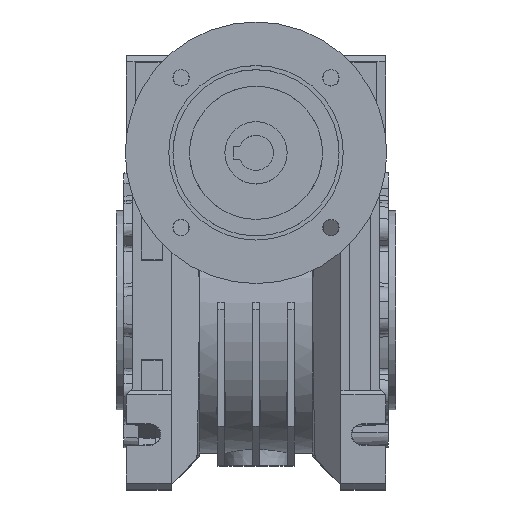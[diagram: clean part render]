
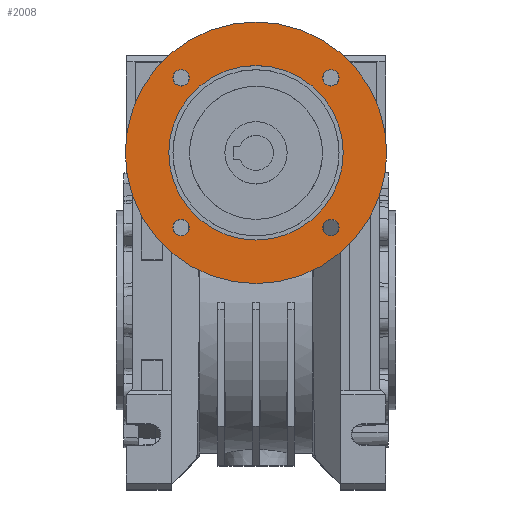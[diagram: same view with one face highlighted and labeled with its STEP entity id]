
A CAD part, top view. The second image highlights one B-rep face of the part: STEP entity #2008.
In plain terms, the highlighted planar face has unit normal (0, 0, 1).
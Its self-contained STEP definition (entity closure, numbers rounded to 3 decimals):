
#2008 = ADVANCED_FACE( 'NONE', ( #4495, #4496, #4497, #4498, #4499, #4500 ), #4501, .T. );
#4495 = FACE_OUTER_BOUND( '', #8063, .T. );
#4496 = FACE_BOUND( '', #8064, .T. );
#4497 = FACE_BOUND( '', #8065, .T. );
#4498 = FACE_BOUND( '', #8066, .T. );
#4499 = FACE_BOUND( '', #8067, .T. );
#4500 = FACE_BOUND( '', #8068, .T. );
#4501 = PLANE( '', #8069 );
#8063 = EDGE_LOOP( '', ( #14595 ) );
#8064 = EDGE_LOOP( '', ( #14596 ) );
#8065 = EDGE_LOOP( '', ( #14597 ) );
#8066 = EDGE_LOOP( '', ( #14598 ) );
#8067 = EDGE_LOOP( '', ( #14599 ) );
#8068 = EDGE_LOOP( '', ( #14600 ) );
#8069 = AXIS2_PLACEMENT_3D( '', #14601, #14602, #14603 );
#14595 = ORIENTED_EDGE( '', *, *, #20925, .T. );
#14596 = ORIENTED_EDGE( '', *, *, #19969, .T. );
#14597 = ORIENTED_EDGE( '', *, *, #20979, .T. );
#14598 = ORIENTED_EDGE( '', *, *, #20928, .T. );
#14599 = ORIENTED_EDGE( '', *, *, #19861, .T. );
#14600 = ORIENTED_EDGE( '', *, *, #20980, .T. );
#14601 = CARTESIAN_POINT( '', ( 0., -85., 21. ) );
#14602 = DIRECTION( '', ( 0., 0., 1. ) );
#14603 = DIRECTION( '', ( -1., 0., 0. ) );
#19861 = EDGE_CURVE( 'NONE', #24349, #24349, #24350, .F. );
#19969 = EDGE_CURVE( 'NONE', #24521, #24521, #24522, .F. );
#20925 = EDGE_CURVE( 'NONE', #25890, #25890, #25891, .T. );
#20928 = EDGE_CURVE( 'NONE', #25895, #25895, #25896, .F. );
#20979 = EDGE_CURVE( 'NONE', #25955, #25955, #25956, .F. );
#20980 = EDGE_CURVE( 'NONE', #25957, #25957, #25958, .F. );
#24349 = VERTEX_POINT( '', #33419 );
#24350 = CIRCLE( '', #33420, 3.296 );
#24521 = VERTEX_POINT( '', #33808 );
#24522 = CIRCLE( '', #33809, 3.296 );
#25890 = VERTEX_POINT( '', #37122 );
#25891 = CIRCLE( '', #37123, 52.474 );
#25895 = VERTEX_POINT( '', #37127 );
#25896 = CIRCLE( '', #37128, 3.296 );
#25955 = VERTEX_POINT( '', #37335 );
#25956 = CIRCLE( '', #37336, 3.296 );
#25957 = VERTEX_POINT( '', #37337 );
#25958 = CIRCLE( '', #37338, 35. );
#33419 = CARTESIAN_POINT( '', ( -33.348, 30.052, 21. ) );
#33420 = AXIS2_PLACEMENT_3D( '', #40644, #40645, #40646 );
#33808 = CARTESIAN_POINT( '', ( -33.348, -30.052, 21. ) );
#33809 = AXIS2_PLACEMENT_3D( '', #40759, #40760, #40761 );
#37122 = CARTESIAN_POINT( '', ( -52.474, 0., 21. ) );
#37123 = AXIS2_PLACEMENT_3D( '', #41691, #41692, #41693 );
#37127 = CARTESIAN_POINT( '', ( 26.756, -30.052, 21. ) );
#37128 = AXIS2_PLACEMENT_3D( '', #41697, #41698, #41699 );
#37335 = CARTESIAN_POINT( '', ( 26.756, 30.052, 21. ) );
#37336 = AXIS2_PLACEMENT_3D( '', #41739, #41740, #41741 );
#37337 = CARTESIAN_POINT( '', ( -35., 0., 21. ) );
#37338 = AXIS2_PLACEMENT_3D( '', #41742, #41743, #41744 );
#40644 = CARTESIAN_POINT( '', ( -30.052, 30.052, 21. ) );
#40645 = DIRECTION( '', ( 0., 0., 1. ) );
#40646 = DIRECTION( '', ( -1., 0., 0. ) );
#40759 = CARTESIAN_POINT( '', ( -30.052, -30.052, 21. ) );
#40760 = DIRECTION( '', ( 0., 0., 1. ) );
#40761 = DIRECTION( '', ( -1., 0., 0. ) );
#41691 = CARTESIAN_POINT( '', ( 0., 0., 21. ) );
#41692 = DIRECTION( '', ( 0., 0., 1. ) );
#41693 = DIRECTION( '', ( -1., 0., 0. ) );
#41697 = CARTESIAN_POINT( '', ( 30.052, -30.052, 21. ) );
#41698 = DIRECTION( '', ( 0., 0., 1. ) );
#41699 = DIRECTION( '', ( -1., 0., 0. ) );
#41739 = CARTESIAN_POINT( '', ( 30.052, 30.052, 21. ) );
#41740 = DIRECTION( '', ( 0., 0., 1. ) );
#41741 = DIRECTION( '', ( -1., 0., 0. ) );
#41742 = CARTESIAN_POINT( '', ( 0., 0., 21. ) );
#41743 = DIRECTION( '', ( 0., 0., 1. ) );
#41744 = DIRECTION( '', ( -1., 0., 0. ) );
